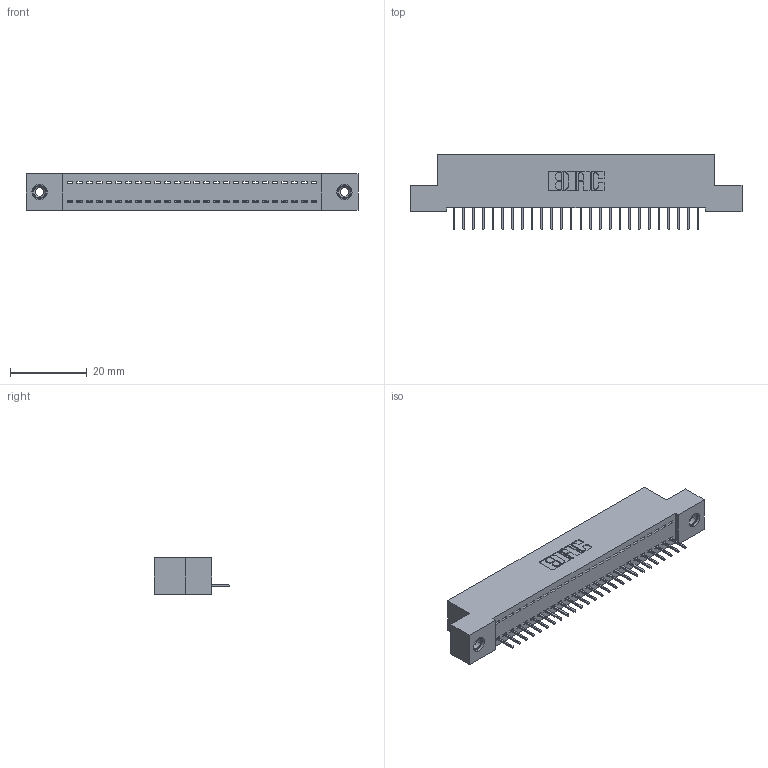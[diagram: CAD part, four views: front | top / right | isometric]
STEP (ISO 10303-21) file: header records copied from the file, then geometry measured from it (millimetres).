
FILE_DESCRIPTION (( 'STEP AP203' ), '1' );
FILE_NAME ('392-026-524-108.STEP', '2018-08-15T15:20:56', ( '' ), ( '' ), 'SwSTEP 2.0', 'SolidWorks 2016', '' );
FILE_SCHEMA (( 'CONFIG_CONTROL_DESIGN' ));
Length unit declared in the file: inch
Products named in the file (4): 342 Part_TI; 345-292-001_345-293-124; 345-250-001_345-250-003-102; 392-026-524-108
Assembly tree (29 placements, depth 2):
  392-026-524-108
    342 Part_TI
    345-292-001_345-293-124  x26
    345-250-001_345-250-003-102  x2
Bounding box: 86.36 x 19.69 x 9.4 mm (x, y, z)
Volume: 7404.7 mm3; surface area: 10273.6 mm2
Topology: 29 solids, 29 shells, 1782 faces, 5115 edges, 3298 vertices
Faces by surface type: plane 1346, cylinder 420, cone 12, torus 4
Entity records: 19092 total; most frequent: CARTESIAN_POINT 3275, ORIENTED_EDGE 3230, DIRECTION 2829, EDGE_CURVE 1615, VECTOR 1471, LINE 1471, VERTEX_POINT 1068, AXIS2_PLACEMENT_3D 679
